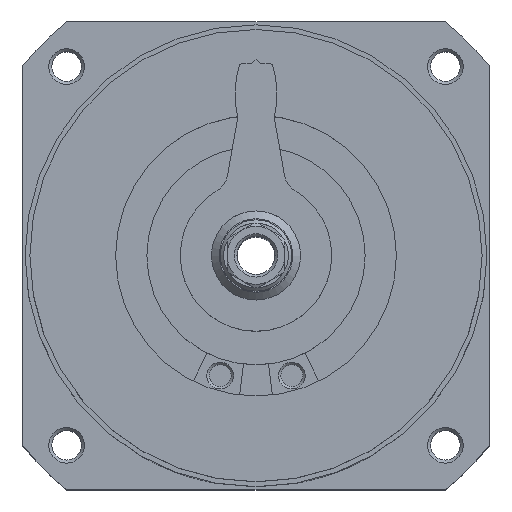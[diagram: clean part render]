
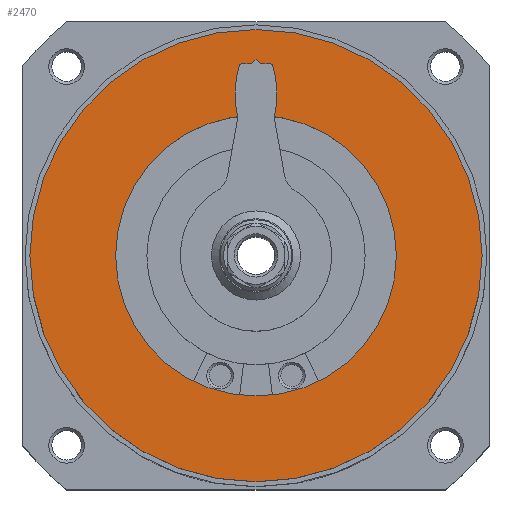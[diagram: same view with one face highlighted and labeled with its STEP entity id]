
A CAD part, top view. The second image highlights one B-rep face of the part: STEP entity #2470.
In plain terms, the highlighted face is planar.
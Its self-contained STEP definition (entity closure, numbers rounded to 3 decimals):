
#115=PLANE('',#2727);
#465=ORIENTED_EDGE('',*,*,#1033,.F.);
#466=ORIENTED_EDGE('',*,*,#1034,.T.);
#1033=EDGE_CURVE('',#1327,#1327,#1564,.T.);
#1034=EDGE_CURVE('',#1328,#1328,#1565,.T.);
#1327=VERTEX_POINT('',#4065);
#1328=VERTEX_POINT('',#4067);
#1564=CIRCLE('',#2728,50.75);
#1565=CIRCLE('',#2729,31.5);
#1770=EDGE_LOOP('',(#465));
#1771=EDGE_LOOP('',(#466));
#2099=FACE_BOUND('',#1770,.T.);
#2100=FACE_BOUND('',#1771,.T.);
#2470=ADVANCED_FACE('',(#2099,#2100),#115,.F.);
#2727=AXIS2_PLACEMENT_3D('',#4063,#3182,#3183);
#2728=AXIS2_PLACEMENT_3D('',#4064,#3184,#3185);
#2729=AXIS2_PLACEMENT_3D('',#4066,#3186,#3187);
#3182=DIRECTION('',(1.,0.,0.));
#3183=DIRECTION('',(0.,0.,-1.));
#3184=DIRECTION('',(1.,0.,0.));
#3185=DIRECTION('',(0.,0.,-1.));
#3186=DIRECTION('',(1.,0.,0.));
#3187=DIRECTION('',(0.,0.,-1.));
#4063=CARTESIAN_POINT('',(-56.,0.,0.));
#4064=CARTESIAN_POINT('',(-56.,0.,0.));
#4065=CARTESIAN_POINT('',(-56.,0.,-50.75));
#4066=CARTESIAN_POINT('',(-56.,0.,0.));
#4067=CARTESIAN_POINT('',(-56.,0.,-31.5));
